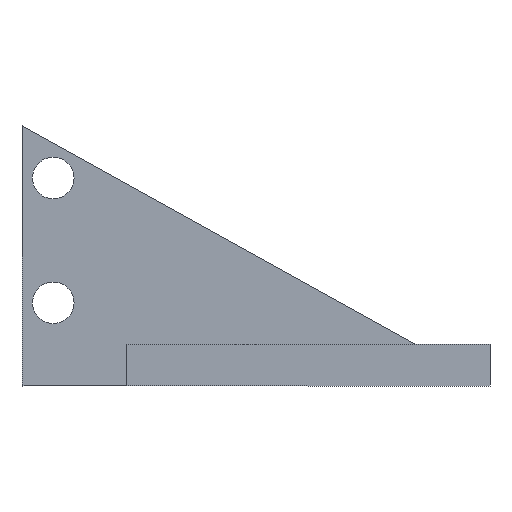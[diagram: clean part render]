
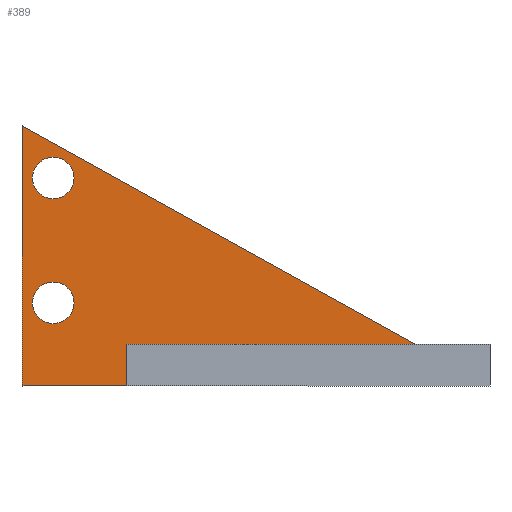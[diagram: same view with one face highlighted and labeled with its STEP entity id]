
A CAD part, front view. The second image highlights one B-rep face of the part: STEP entity #389.
In plain terms, the highlighted planar face has unit normal (0, -1, 0).
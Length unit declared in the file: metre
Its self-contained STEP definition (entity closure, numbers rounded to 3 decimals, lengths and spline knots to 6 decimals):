
#5 = AXIS2_PLACEMENT_3D ( 'NONE', #490, #67, #63 ) ;
#7 = LINE ( 'NONE', #339, #285 ) ;
#17 = ORIENTED_EDGE ( 'NONE', *, *, #496, .F. ) ;
#23 = VECTOR ( 'NONE', #97, 1. ) ;
#26 = AXIS2_PLACEMENT_3D ( 'NONE', #343, #140, #260 ) ;
#30 = DIRECTION ( 'NONE',  ( -1., 0., 0. ) ) ;
#31 = DIRECTION ( 'NONE',  ( 1., 0., 0. ) ) ;
#32 = CARTESIAN_POINT ( 'NONE',  ( 0.003, 0., -0.015 ) ) ;
#33 = CARTESIAN_POINT ( 'NONE',  ( 0., 0., -0.025 ) ) ;
#42 = EDGE_CURVE ( 'NONE', #430, #313, #7, .T. ) ;
#45 = EDGE_CURVE ( 'NONE', #483, #514, #380, .T. ) ;
#47 = CARTESIAN_POINT ( 'NONE',  ( 0.003, 0., -0.017 ) ) ;
#48 = AXIS2_PLACEMENT_3D ( 'NONE', #274, #191, #104 ) ;
#50 = AXIS2_PLACEMENT_3D ( 'NONE', #47, #262, #259 ) ;
#63 = DIRECTION ( 'NONE',  ( 0., 0., 1. ) ) ;
#67 = DIRECTION ( 'NONE',  ( 0., 1., 0. ) ) ;
#68 = LINE ( 'NONE', #306, #23 ) ;
#71 = LINE ( 'NONE', #153, #342 ) ;
#90 = CARTESIAN_POINT ( 'NONE',  ( 0.0378, 0., -0.021 ) ) ;
#93 = DIRECTION ( 'NONE',  ( 0.874, 0., -0.486 ) ) ;
#94 = ORIENTED_EDGE ( 'NONE', *, *, #197, .T. ) ;
#97 = DIRECTION ( 'NONE',  ( 0., 0., -1. ) ) ;
#98 = VERTEX_POINT ( 'NONE', #510 ) ;
#104 = DIRECTION ( 'NONE',  ( 0., 0., 1. ) ) ;
#129 = VECTOR ( 'NONE', #93, 1. ) ;
#131 = VERTEX_POINT ( 'NONE', #90 ) ;
#133 = CARTESIAN_POINT ( 'NONE',  ( 0., 0., 0. ) ) ;
#140 = DIRECTION ( 'NONE',  ( 0., -1., 0. ) ) ;
#143 = CARTESIAN_POINT ( 'NONE',  ( 0.003, 0., -0.007 ) ) ;
#145 = CARTESIAN_POINT ( 'NONE',  ( 0.003, 0., -0.003 ) ) ;
#153 = CARTESIAN_POINT ( 'NONE',  ( 0.045, 0., -0.025 ) ) ;
#168 = EDGE_CURVE ( 'NONE', #333, #182, #455, .T. ) ;
#175 = FACE_BOUND ( 'NONE', #504, .T. ) ;
#181 = CARTESIAN_POINT ( 'NONE',  ( 0.01, 0., -0.025 ) ) ;
#182 = VERTEX_POINT ( 'NONE', #143 ) ;
#185 = CARTESIAN_POINT ( 'NONE',  ( 0.003, 0., -0.005 ) ) ;
#191 = DIRECTION ( 'NONE',  ( 0., 1., 0. ) ) ;
#197 = EDGE_CURVE ( 'NONE', #514, #483, #426, .T. ) ;
#242 = AXIS2_PLACEMENT_3D ( 'NONE', #185, #391, #388 ) ;
#257 = DIRECTION ( 'NONE',  ( 0., 0., 1. ) ) ;
#259 = DIRECTION ( 'NONE',  ( 0., 0., 1. ) ) ;
#260 = DIRECTION ( 'NONE',  ( 0., 0., -1. ) ) ;
#261 = ORIENTED_EDGE ( 'NONE', *, *, #42, .F. ) ;
#262 = DIRECTION ( 'NONE',  ( 0., 1., 0. ) ) ;
#274 = CARTESIAN_POINT ( 'NONE',  ( 0.003, 0., -0.005 ) ) ;
#277 = LINE ( 'NONE', #449, #501 ) ;
#285 = VECTOR ( 'NONE', #257, 1. ) ;
#288 = EDGE_CURVE ( 'NONE', #98, #357, #68, .T. ) ;
#306 = CARTESIAN_POINT ( 'NONE',  ( 0.01, 0., 0. ) ) ;
#311 = FACE_BOUND ( 'NONE', #443, .T. ) ;
#313 = VERTEX_POINT ( 'NONE', #438 ) ;
#319 = LINE ( 'NONE', #133, #129 ) ;
#333 = VERTEX_POINT ( 'NONE', #145 ) ;
#335 = EDGE_CURVE ( 'NONE', #182, #333, #538, .T. ) ;
#339 = CARTESIAN_POINT ( 'NONE',  ( 0., 0., -0.025 ) ) ;
#342 = VECTOR ( 'NONE', #30, 1. ) ;
#343 = CARTESIAN_POINT ( 'NONE',  ( 0., 0., 0. ) ) ;
#357 = VERTEX_POINT ( 'NONE', #181 ) ;
#366 = EDGE_CURVE ( 'NONE', #313, #131, #319, .T. ) ;
#380 = CIRCLE ( 'NONE', #50, 0.002 ) ;
#388 = DIRECTION ( 'NONE',  ( 0., 0., 1. ) ) ;
#389 = ADVANCED_FACE ( 'NONE', ( #533, #311, #175 ), #497, .T. ) ;
#391 = DIRECTION ( 'NONE',  ( 0., 1., 0. ) ) ;
#404 = ORIENTED_EDGE ( 'NONE', *, *, #366, .F. ) ;
#415 = EDGE_LOOP ( 'NONE', ( #488, #530, #404, #261, #17 ) ) ;
#426 = CIRCLE ( 'NONE', #5, 0.002 ) ;
#430 = VERTEX_POINT ( 'NONE', #33 ) ;
#438 = CARTESIAN_POINT ( 'NONE',  ( 0., 0., 0. ) ) ;
#443 = EDGE_LOOP ( 'NONE', ( #544, #94 ) ) ;
#449 = CARTESIAN_POINT ( 'NONE',  ( 0., 0., -0.021 ) ) ;
#455 = CIRCLE ( 'NONE', #48, 0.002 ) ;
#460 = ORIENTED_EDGE ( 'NONE', *, *, #168, .T. ) ;
#483 = VERTEX_POINT ( 'NONE', #32 ) ;
#488 = ORIENTED_EDGE ( 'NONE', *, *, #288, .F. ) ;
#490 = CARTESIAN_POINT ( 'NONE',  ( 0.003, 0., -0.017 ) ) ;
#491 = CARTESIAN_POINT ( 'NONE',  ( 0.003, 0., -0.019 ) ) ;
#496 = EDGE_CURVE ( 'NONE', #357, #430, #71, .T. ) ;
#497 = PLANE ( 'NONE',  #26 ) ;
#501 = VECTOR ( 'NONE', #31, 1. ) ;
#504 = EDGE_LOOP ( 'NONE', ( #460, #509 ) ) ;
#509 = ORIENTED_EDGE ( 'NONE', *, *, #335, .T. ) ;
#510 = CARTESIAN_POINT ( 'NONE',  ( 0.01, 0., -0.021 ) ) ;
#514 = VERTEX_POINT ( 'NONE', #491 ) ;
#528 = EDGE_CURVE ( 'NONE', #98, #131, #277, .T. ) ;
#530 = ORIENTED_EDGE ( 'NONE', *, *, #528, .T. ) ;
#533 = FACE_OUTER_BOUND ( 'NONE', #415, .T. ) ;
#538 = CIRCLE ( 'NONE', #242, 0.002 ) ;
#544 = ORIENTED_EDGE ( 'NONE', *, *, #45, .T. ) ;
